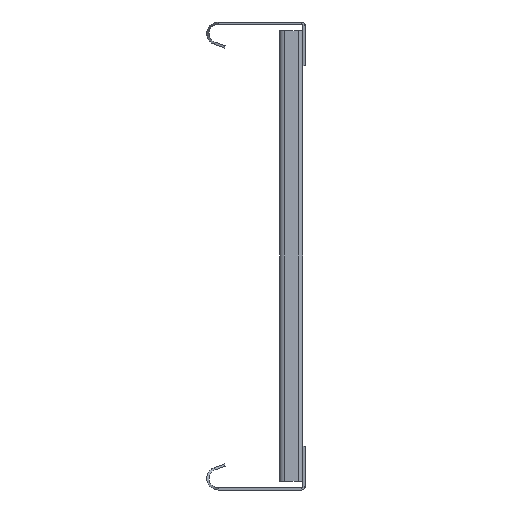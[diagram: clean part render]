
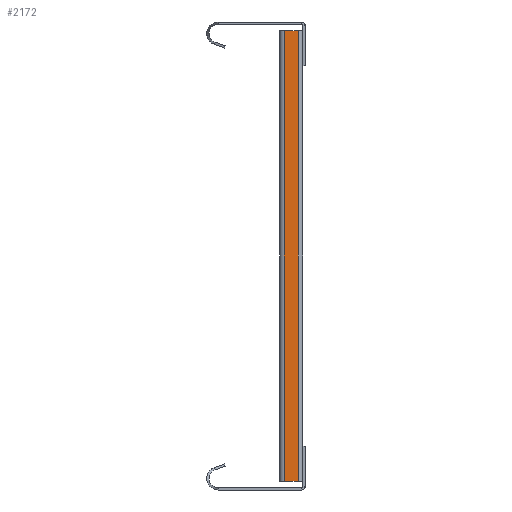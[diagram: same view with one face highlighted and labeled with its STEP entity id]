
A CAD part, left-side view. The second image highlights one B-rep face of the part: STEP entity #2172.
In plain terms, the highlighted planar face has unit normal (-1, 0, 0).
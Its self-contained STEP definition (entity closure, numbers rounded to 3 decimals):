
#83 = CARTESIAN_POINT ( 'NONE',  ( -15., 12., -146.5 ) ) ;
#139 = DIRECTION ( 'NONE',  ( 0., 1., 0. ) ) ;
#303 = CARTESIAN_POINT ( 'NONE',  ( -15., 3., 146.5 ) ) ;
#457 = VERTEX_POINT ( 'NONE', #303 ) ;
#465 = ORIENTED_EDGE ( 'NONE', *, *, #4178, .F. ) ;
#471 = VERTEX_POINT ( 'NONE', #1145 ) ;
#722 = PLANE ( 'NONE',  #4121 ) ;
#1047 = VERTEX_POINT ( 'NONE', #2886 ) ;
#1140 = DIRECTION ( 'NONE',  ( 0., 0., -1. ) ) ;
#1145 = CARTESIAN_POINT ( 'NONE',  ( -15., 12., 146.5 ) ) ;
#1239 = VECTOR ( 'NONE', #4931, 1000. ) ;
#1348 = LINE ( 'NONE', #5390, #1239 ) ;
#1393 = ORIENTED_EDGE ( 'NONE', *, *, #4229, .F. ) ;
#2172 = ADVANCED_FACE ( 'NONE', ( #4193 ), #722, .F. ) ;
#2253 = DIRECTION ( 'NONE',  ( 0., 0., 1. ) ) ;
#2315 = CARTESIAN_POINT ( 'NONE',  ( -15., 3., -146.5 ) ) ;
#2697 = DIRECTION ( 'NONE',  ( 0., 1., 0. ) ) ;
#2886 = CARTESIAN_POINT ( 'NONE',  ( -15., 3., -146.5 ) ) ;
#2935 = ORIENTED_EDGE ( 'NONE', *, *, #3430, .T. ) ;
#3024 = ORIENTED_EDGE ( 'NONE', *, *, #4138, .T. ) ;
#3430 = EDGE_CURVE ( 'NONE', #1047, #457, #1348, .T. ) ;
#3523 = EDGE_LOOP ( 'NONE', ( #3024, #465, #1393, #2935 ) ) ;
#3750 = DIRECTION ( 'NONE',  ( 1., 0., 0. ) ) ;
#4121 = AXIS2_PLACEMENT_3D ( 'NONE', #5519, #3750, #1140 ) ;
#4137 = CARTESIAN_POINT ( 'NONE',  ( -15., 12., -146.5 ) ) ;
#4138 = EDGE_CURVE ( 'NONE', #457, #471, #5530, .T. ) ;
#4178 = EDGE_CURVE ( 'NONE', #4487, #471, #5513, .T. ) ;
#4193 = FACE_OUTER_BOUND ( 'NONE', #3523, .T. ) ;
#4229 = EDGE_CURVE ( 'NONE', #1047, #4487, #5458, .T. ) ;
#4487 = VERTEX_POINT ( 'NONE', #4137 ) ;
#4829 = CARTESIAN_POINT ( 'NONE',  ( -15., 3., 146.5 ) ) ;
#4931 = DIRECTION ( 'NONE',  ( 0., 0., 1. ) ) ;
#5390 = CARTESIAN_POINT ( 'NONE',  ( -15., 3., -146.5 ) ) ;
#5452 = VECTOR ( 'NONE', #139, 1000. ) ;
#5458 = LINE ( 'NONE', #2315, #5452 ) ;
#5511 = VECTOR ( 'NONE', #2253, 1000. ) ;
#5513 = LINE ( 'NONE', #83, #5511 ) ;
#5519 = CARTESIAN_POINT ( 'NONE',  ( -15., 3., -146.5 ) ) ;
#5530 = LINE ( 'NONE', #4829, #5638 ) ;
#5638 = VECTOR ( 'NONE', #2697, 1000. ) ;
